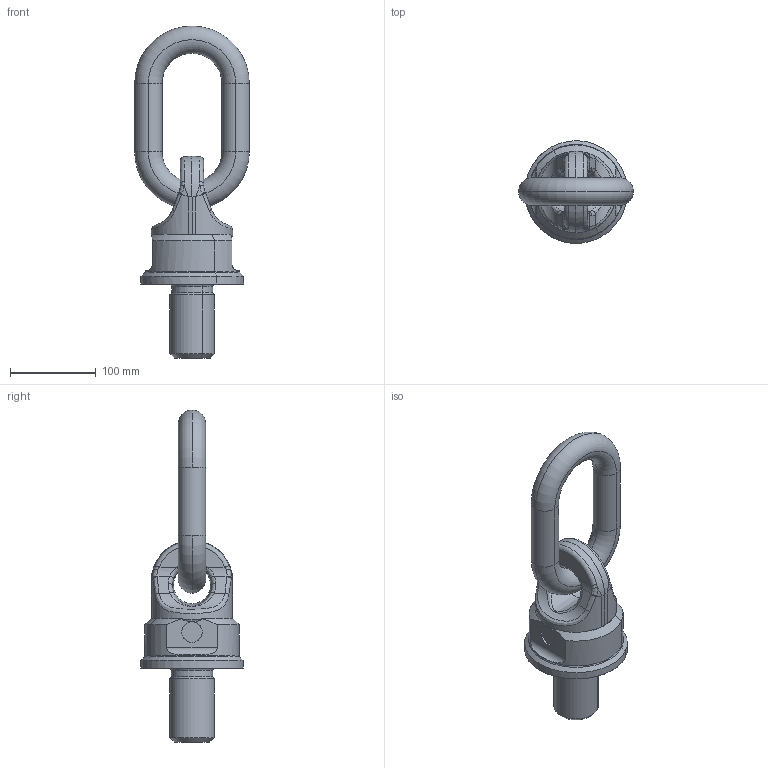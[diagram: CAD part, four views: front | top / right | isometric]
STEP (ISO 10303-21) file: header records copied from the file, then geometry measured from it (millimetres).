
FILE_DESCRIPTION(('CATIA V5 STEP Exchange'),'2;1');
FILE_NAME('8-272-140.stp','2017-06-16T07:41:20+00:00',('none'),('none'),'CATIA Version 5 Release 21 GA (IN-10)','CATIA V5 STEP AP203','none');
FILE_SCHEMA(('CONFIG_CONTROL_DESIGN'));
Length unit declared in the file: millimetre
Products named in the file (1): 8-272-140
Bounding box: 134 x 119.97 x 387.9 mm (x, y, z)
Volume: 1359565.6 mm3; surface area: 120176.1 mm2
Topology: 1 solids, 1 shells, 133 faces, 325 edges, 190 vertices
Faces by surface type: bspline 36, cylinder 28, plane 27, cone 22, torus 20
Entity records: 7538 total; most frequent: CARTESIAN_POINT 4871, ORIENTED_EDGE 642, DIRECTION 351, EDGE_CURVE 321, VERTEX_POINT 190, AXIS2_PLACEMENT_3D 181, EDGE_LOOP 137, B_SPLINE_CURVE_WITH_KNOTS 134
